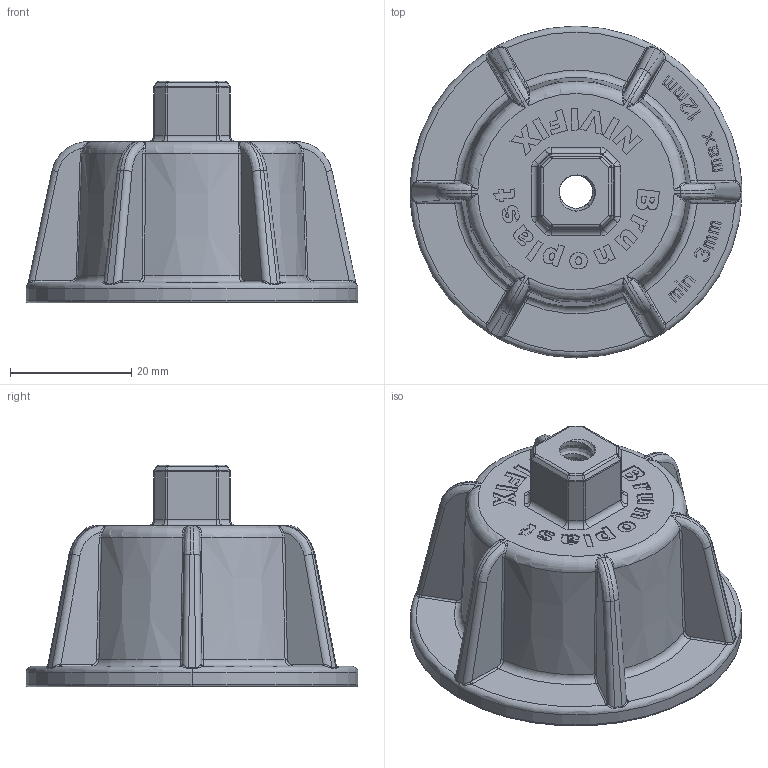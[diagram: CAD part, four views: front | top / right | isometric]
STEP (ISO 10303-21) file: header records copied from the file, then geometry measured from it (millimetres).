
FILE_DESCRIPTION((''),'2;1');
FILE_NAME('02418','2023-02-24T11:08:10',('quatmann'),(''),'CREO PARAMETRIC BY PTC INC, 2018420','CREO PARAMETRIC BY PTC INC, 2018420','');
FILE_SCHEMA(('CONFIG_CONTROL_DESIGN','GEOMETRIC_VALIDATION_PROPERTIES_MIM'));
Length unit declared in the file: millimetre
Products named in the file (1): 02418
Bounding box: 54.75 x 54.75 x 36.6 mm (x, y, z)
Volume: 15421.1 mm3; surface area: 12475.2 mm2
Topology: 1 solids, 1 shells, 910 faces, 2373 edges, 1506 vertices
Faces by surface type: plane 539, bspline 107, extrusion 101, cylinder 99, torus 29, sphere 23, cone 12
Entity records: 40297 total; most frequent: CARTESIAN_POINT 11910, ORIENTED_EDGE 4746, DIRECTION 3695, PRESENTATION_STYLE_ASSIGNMENT 2374, STYLED_ITEM 2374, CURVE_STYLE 2373, EDGE_CURVE 2373, VECTOR 1741
